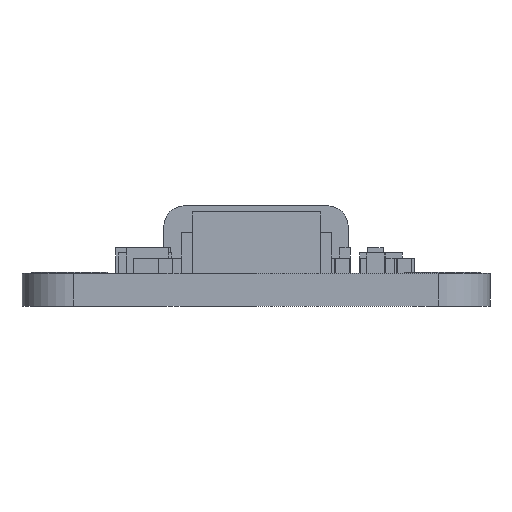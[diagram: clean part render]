
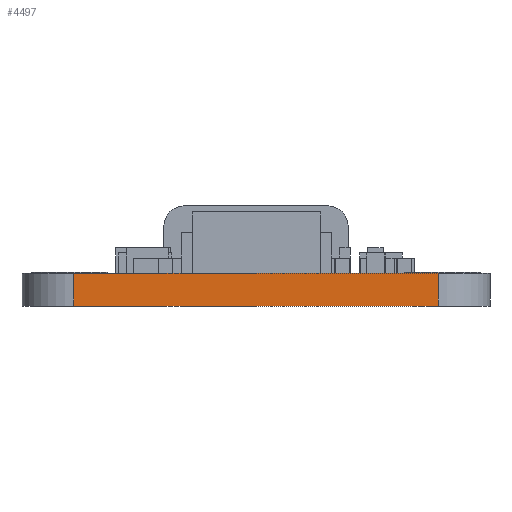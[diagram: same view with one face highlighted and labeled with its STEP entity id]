
A CAD part, front view. The second image highlights one B-rep face of the part: STEP entity #4497.
In plain terms, the highlighted planar face has unit normal (0, -1, 0).
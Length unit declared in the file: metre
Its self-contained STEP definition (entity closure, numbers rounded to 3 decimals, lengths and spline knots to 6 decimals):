
#436=LINE('',#8086,#872);
#450=LINE('',#8217,#886);
#451=LINE('',#8220,#887);
#452=LINE('',#8221,#888);
#872=VECTOR('',#6731,1.);
#886=VECTOR('',#6877,1.);
#887=VECTOR('',#6878,1.);
#888=VECTOR('',#6879,1.);
#1396=ORIENTED_EDGE('',*,*,#2520,.F.);
#1397=ORIENTED_EDGE('',*,*,#2521,.T.);
#1398=ORIENTED_EDGE('',*,*,#2464,.T.);
#1399=ORIENTED_EDGE('',*,*,#2522,.T.);
#2464=EDGE_CURVE('',#3029,#3028,#436,.T.);
#2520=EDGE_CURVE('',#3080,#3081,#450,.T.);
#2521=EDGE_CURVE('',#3080,#3029,#451,.F.);
#2522=EDGE_CURVE('',#3028,#3081,#452,.T.);
#3028=VERTEX_POINT('',#8085);
#3029=VERTEX_POINT('',#8087);
#3080=VERTEX_POINT('',#8218);
#3081=VERTEX_POINT('',#8219);
#3511=EDGE_LOOP('',(#1396,#1397,#1398,#1399));
#3941=FACE_BOUND('',#3511,.T.);
#4274=PLANE('',#6242);
#4497=ADVANCED_FACE('',(#3941),#4274,.T.);
#6242=AXIS2_PLACEMENT_3D('',#8216,#6875,#6876);
#6731=DIRECTION('',(-1.,0.,0.));
#6875=DIRECTION('',(0.,-1.,0.));
#6876=DIRECTION('',(0.,0.,-1.));
#6877=DIRECTION('',(-1.,0.,0.));
#6878=DIRECTION('',(0.,0.,-1.));
#6879=DIRECTION('',(0.,0.,-1.));
#8085=CARTESIAN_POINT('',(-0.00889,-0.01905,0.0016));
#8086=CARTESIAN_POINT('',(0.,-0.01905,0.0016));
#8087=CARTESIAN_POINT('',(0.00889,-0.01905,0.0016));
#8216=CARTESIAN_POINT('',(0.,-0.01905,0.0016));
#8217=CARTESIAN_POINT('',(0.,-0.01905,0.));
#8218=CARTESIAN_POINT('',(0.00889,-0.01905,0.));
#8219=CARTESIAN_POINT('',(-0.00889,-0.01905,0.));
#8220=CARTESIAN_POINT('',(0.00889,-0.01905,0.0016));
#8221=CARTESIAN_POINT('',(-0.00889,-0.01905,0.));
